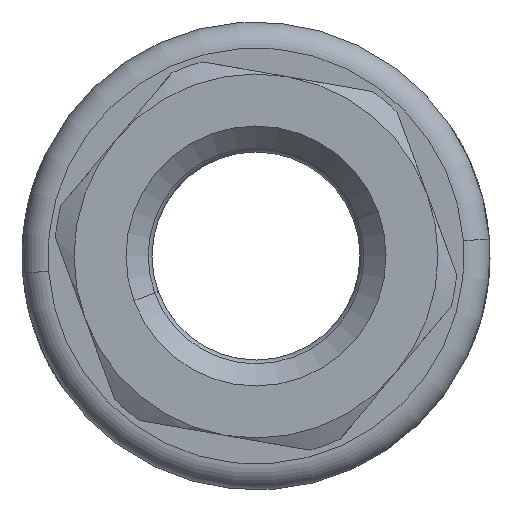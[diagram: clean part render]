
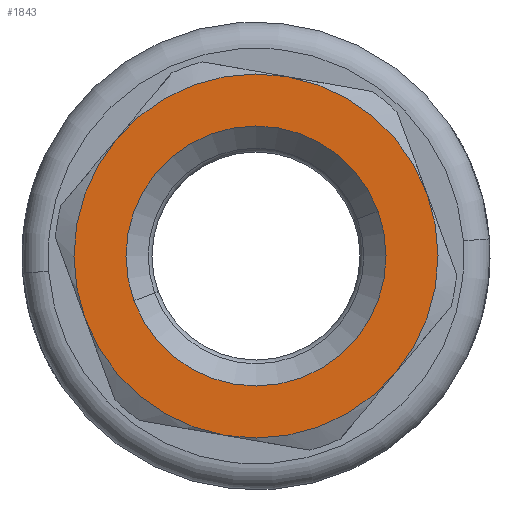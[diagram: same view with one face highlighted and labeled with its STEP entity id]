
A CAD part, front view. The second image highlights one B-rep face of the part: STEP entity #1843.
In plain terms, the highlighted planar face has unit normal (0, -1, 0).
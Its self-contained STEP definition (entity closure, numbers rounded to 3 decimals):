
#20 = VERTEX_POINT ( 'NONE', #1264 ) ;
#58 = CARTESIAN_POINT ( 'NONE',  ( 0., -75.652, 0. ) ) ;
#94 = EDGE_LOOP ( 'NONE', ( #420, #598, #1483, #1148, #1292, #332 ) ) ;
#113 = DIRECTION ( 'NONE',  ( -0.939, 0., -0.344 ) ) ;
#139 = CARTESIAN_POINT ( 'NONE',  ( 0., -75.652, 0. ) ) ;
#258 = VERTEX_POINT ( 'NONE', #789 ) ;
#266 = CARTESIAN_POINT ( 'NONE',  ( 4.695, -75.652, 1.719 ) ) ;
#317 = EDGE_CURVE ( 'NONE', #616, #758, #1712, .T. ) ;
#319 = AXIS2_PLACEMENT_3D ( 'NONE', #376, #992, #1615 ) ;
#332 = ORIENTED_EDGE ( 'NONE', *, *, #1350, .F. ) ;
#335 = VERTEX_POINT ( 'NONE', #1262 ) ;
#353 = DIRECTION ( 'NONE',  ( 0., 1., 0. ) ) ;
#376 = CARTESIAN_POINT ( 'NONE',  ( 0., -75.652, 0. ) ) ;
#383 = DIRECTION ( 'NONE',  ( 0., 1., 0. ) ) ;
#420 = ORIENTED_EDGE ( 'NONE', *, *, #1866, .F. ) ;
#480 = DIRECTION ( 'NONE',  ( -0.939, 0., -0.344 ) ) ;
#486 = AXIS2_PLACEMENT_3D ( 'NONE', #586, #1862, #480 ) ;
#556 = CIRCLE ( 'NONE', #1668, 7. ) ;
#586 = CARTESIAN_POINT ( 'NONE',  ( 0., -75.652, 0. ) ) ;
#598 = ORIENTED_EDGE ( 'NONE', *, *, #1363, .F. ) ;
#603 = PLANE ( 'NONE',  #1759 ) ;
#616 = VERTEX_POINT ( 'NONE', #1223 ) ;
#652 = DIRECTION ( 'NONE',  ( -0.939, 0., -0.344 ) ) ;
#661 = CARTESIAN_POINT ( 'NONE',  ( 0., -75.652, 0. ) ) ;
#665 = ORIENTED_EDGE ( 'NONE', *, *, #1621, .T. ) ;
#683 = CIRCLE ( 'NONE', #1172, 5. ) ;
#741 = DIRECTION ( 'NONE',  ( 0., 1., 0. ) ) ;
#758 = VERTEX_POINT ( 'NONE', #832 ) ;
#762 = DIRECTION ( 'NONE',  ( 0., -1., 0. ) ) ;
#772 = CARTESIAN_POINT ( 'NONE',  ( -6.573, -75.652, -2.406 ) ) ;
#789 = CARTESIAN_POINT ( 'NONE',  ( -4.695, -75.652, -1.719 ) ) ;
#809 = DIRECTION ( 'NONE',  ( -0.939, 0., -0.344 ) ) ;
#814 = CIRCLE ( 'NONE', #486, 7. ) ;
#818 = CARTESIAN_POINT ( 'NONE',  ( 0., -75.652, 0. ) ) ;
#823 = EDGE_CURVE ( 'NONE', #1343, #258, #1557, .T. ) ;
#832 = CARTESIAN_POINT ( 'NONE',  ( 1.203, -75.652, 6.896 ) ) ;
#849 = CIRCLE ( 'NONE', #1106, 7. ) ;
#887 = CIRCLE ( 'NONE', #1464, 7. ) ;
#929 = CARTESIAN_POINT ( 'NONE',  ( 0., -75.652, 0. ) ) ;
#963 = VERTEX_POINT ( 'NONE', #1069 ) ;
#977 = DIRECTION ( 'NONE',  ( 0., 1., 0. ) ) ;
#985 = EDGE_LOOP ( 'NONE', ( #1733, #665 ) ) ;
#992 = DIRECTION ( 'NONE',  ( 0., 1., 0. ) ) ;
#1069 = CARTESIAN_POINT ( 'NONE',  ( 6.573, -75.652, 2.406 ) ) ;
#1106 = AXIS2_PLACEMENT_3D ( 'NONE', #661, #383, #652 ) ;
#1148 = ORIENTED_EDGE ( 'NONE', *, *, #1903, .F. ) ;
#1172 = AXIS2_PLACEMENT_3D ( 'NONE', #818, #977, #1601 ) ;
#1183 = DIRECTION ( 'NONE',  ( -0.939, 0., -0.344 ) ) ;
#1223 = CARTESIAN_POINT ( 'NONE',  ( -5.371, -75.652, 4.49 ) ) ;
#1262 = CARTESIAN_POINT ( 'NONE',  ( -1.203, -75.652, -6.896 ) ) ;
#1264 = CARTESIAN_POINT ( 'NONE',  ( 5.371, -75.652, -4.49 ) ) ;
#1268 = CIRCLE ( 'NONE', #1371, 7. ) ;
#1292 = ORIENTED_EDGE ( 'NONE', *, *, #1734, .F. ) ;
#1334 = FACE_BOUND ( 'NONE', #985, .T. ) ;
#1343 = VERTEX_POINT ( 'NONE', #266 ) ;
#1350 = EDGE_CURVE ( 'NONE', #20, #335, #1268, .T. ) ;
#1355 = DIRECTION ( 'NONE',  ( 0., 1., 0. ) ) ;
#1363 = EDGE_CURVE ( 'NONE', #758, #963, #814, .T. ) ;
#1371 = AXIS2_PLACEMENT_3D ( 'NONE', #1505, #741, #113 ) ;
#1380 = DIRECTION ( 'NONE',  ( 0.939, 0., 0.344 ) ) ;
#1419 = VERTEX_POINT ( 'NONE', #772 ) ;
#1464 = AXIS2_PLACEMENT_3D ( 'NONE', #58, #353, #809 ) ;
#1483 = ORIENTED_EDGE ( 'NONE', *, *, #317, .F. ) ;
#1505 = CARTESIAN_POINT ( 'NONE',  ( 0., -75.652, 0. ) ) ;
#1535 = DIRECTION ( 'NONE',  ( -0.939, 0., -0.344 ) ) ;
#1544 = DIRECTION ( 'NONE',  ( 0., 1., 0. ) ) ;
#1557 = CIRCLE ( 'NONE', #319, 5. ) ;
#1583 = AXIS2_PLACEMENT_3D ( 'NONE', #929, #1544, #1535 ) ;
#1601 = DIRECTION ( 'NONE',  ( 0.939, 0., 0.344 ) ) ;
#1615 = DIRECTION ( 'NONE',  ( 0.939, 0., 0.344 ) ) ;
#1621 = EDGE_CURVE ( 'NONE', #258, #1343, #683, .T. ) ;
#1655 = FACE_OUTER_BOUND ( 'NONE', #94, .T. ) ;
#1668 = AXIS2_PLACEMENT_3D ( 'NONE', #1824, #1355, #1183 ) ;
#1712 = CIRCLE ( 'NONE', #1583, 7. ) ;
#1733 = ORIENTED_EDGE ( 'NONE', *, *, #823, .T. ) ;
#1734 = EDGE_CURVE ( 'NONE', #335, #1419, #556, .T. ) ;
#1759 = AXIS2_PLACEMENT_3D ( 'NONE', #139, #762, #1380 ) ;
#1824 = CARTESIAN_POINT ( 'NONE',  ( 0., -75.652, 0. ) ) ;
#1843 = ADVANCED_FACE ( 'NONE', ( #1334, #1655 ), #603, .T. ) ;
#1862 = DIRECTION ( 'NONE',  ( 0., 1., 0. ) ) ;
#1866 = EDGE_CURVE ( 'NONE', #963, #20, #887, .T. ) ;
#1903 = EDGE_CURVE ( 'NONE', #1419, #616, #849, .T. ) ;
